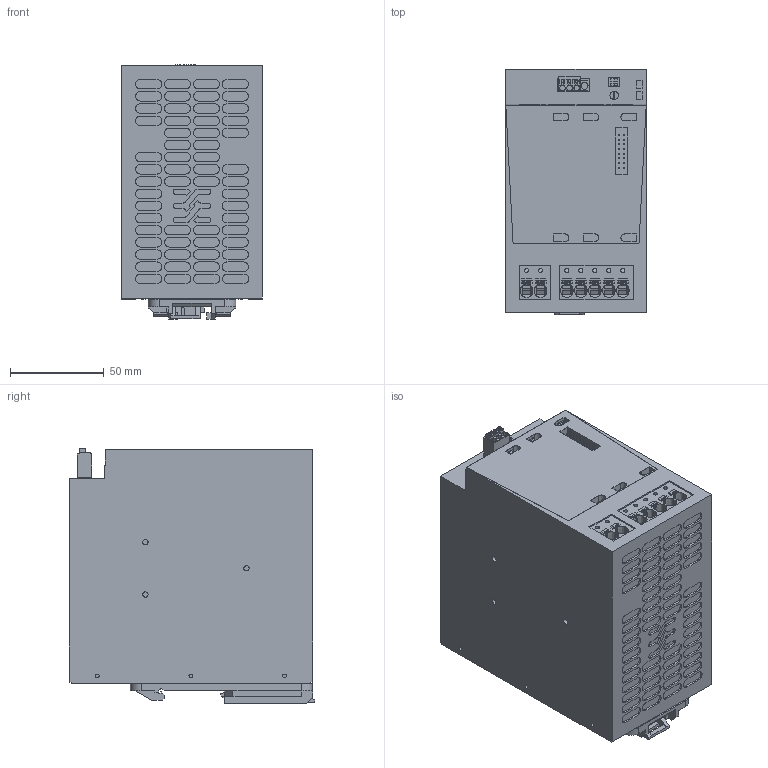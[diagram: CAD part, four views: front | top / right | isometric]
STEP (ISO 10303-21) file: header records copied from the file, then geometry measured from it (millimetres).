
FILE_DESCRIPTION(('CATIA V5 STEP Exchange','CAx-IF Rec.Pracs.--- Model Styling and Organization---1.4--- 2014-01-23'),'2;1');
FILE_NAME ('D1468167_0', '2020-12-15T14:07:13+00:00', ('none'), ('Weidmueller'), 'CATIA Version 5-6 Release 2016 SP3 HF44', 'CATIA V5 STEP AP214', 'none');
FILE_SCHEMA(('AUTOMOTIVE_DESIGN { 1 0 10303 214 1 1 1 1 }'));
Products named in the file (1): S3D_PRO_TOPDC_24V-48V_10A
Bounding box: 75 x 131.2 x 135.8 mm (x, y, z)
Volume: 1196598 mm3; surface area: 116614.5 mm2
Topology: 40 solids, 43 shells, 2059 faces, 5471 edges, 3679 vertices
Faces by surface type: plane 1600, cylinder 411, extrusion 42, cone 6
Entity records: 63509 total; most frequent: CARTESIAN_POINT 13166, ORIENTED_EDGE 10942, DIRECTION 7917, EDGE_CURVE 5471, VECTOR 4285, LINE 4243, VERTEX_POINT 3679, AXIS2_PLACEMENT_3D 2285
